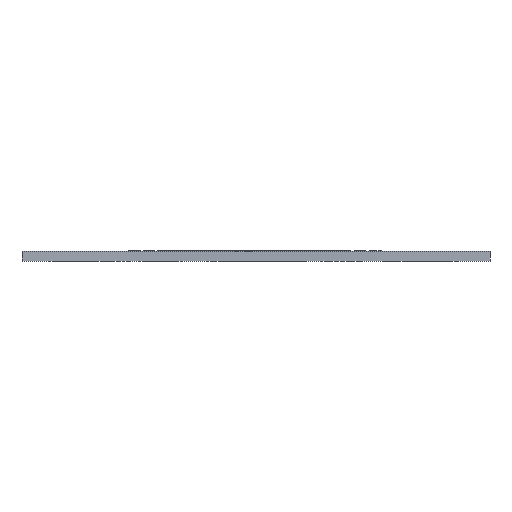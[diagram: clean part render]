
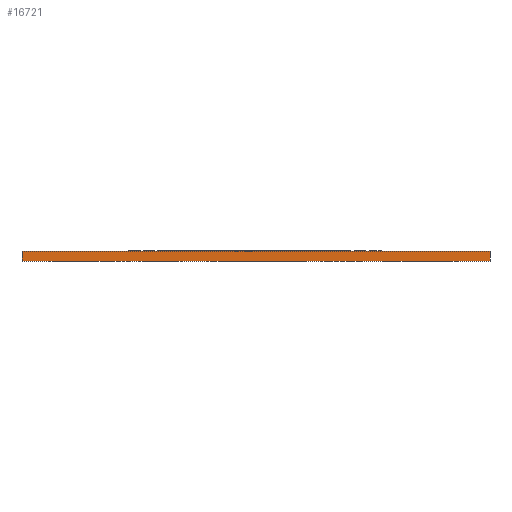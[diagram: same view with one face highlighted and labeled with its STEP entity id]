
A CAD part, front view. The second image highlights one B-rep face of the part: STEP entity #16721.
In plain terms, the highlighted planar face has unit normal (0, -1, 0).
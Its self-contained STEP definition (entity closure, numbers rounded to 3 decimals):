
#16721 = ADVANCED_FACE('',(#16722),#16756,.T.);
#16722 = FACE_BOUND('',#16723,.T.);
#16723 = EDGE_LOOP('',(#16724,#16734,#16742,#16750));
#16724 = ORIENTED_EDGE('',*,*,#16725,.T.);
#16725 = EDGE_CURVE('',#16726,#16728,#16730,.T.);
#16726 = VERTEX_POINT('',#16727);
#16727 = CARTESIAN_POINT('',(106.68,-153.924,0.));
#16728 = VERTEX_POINT('',#16729);
#16729 = CARTESIAN_POINT('',(106.68,-153.924,1.51));
#16730 = LINE('',#16731,#16732);
#16731 = CARTESIAN_POINT('',(106.68,-153.924,0.));
#16732 = VECTOR('',#16733,1.);
#16733 = DIRECTION('',(0.,0.,1.));
#16734 = ORIENTED_EDGE('',*,*,#16735,.T.);
#16735 = EDGE_CURVE('',#16728,#16736,#16738,.T.);
#16736 = VERTEX_POINT('',#16737);
#16737 = CARTESIAN_POINT('',(35.56,-153.924,1.51));
#16738 = LINE('',#16739,#16740);
#16739 = CARTESIAN_POINT('',(106.68,-153.924,1.51));
#16740 = VECTOR('',#16741,1.);
#16741 = DIRECTION('',(-1.,0.,0.));
#16742 = ORIENTED_EDGE('',*,*,#16743,.F.);
#16743 = EDGE_CURVE('',#16744,#16736,#16746,.T.);
#16744 = VERTEX_POINT('',#16745);
#16745 = CARTESIAN_POINT('',(35.56,-153.924,0.));
#16746 = LINE('',#16747,#16748);
#16747 = CARTESIAN_POINT('',(35.56,-153.924,0.));
#16748 = VECTOR('',#16749,1.);
#16749 = DIRECTION('',(0.,0.,1.));
#16750 = ORIENTED_EDGE('',*,*,#16751,.F.);
#16751 = EDGE_CURVE('',#16726,#16744,#16752,.T.);
#16752 = LINE('',#16753,#16754);
#16753 = CARTESIAN_POINT('',(106.68,-153.924,0.));
#16754 = VECTOR('',#16755,1.);
#16755 = DIRECTION('',(-1.,0.,0.));
#16756 = PLANE('',#16757);
#16757 = AXIS2_PLACEMENT_3D('',#16758,#16759,#16760);
#16758 = CARTESIAN_POINT('',(106.68,-153.924,0.));
#16759 = DIRECTION('',(0.,-1.,0.));
#16760 = DIRECTION('',(-1.,0.,0.));
